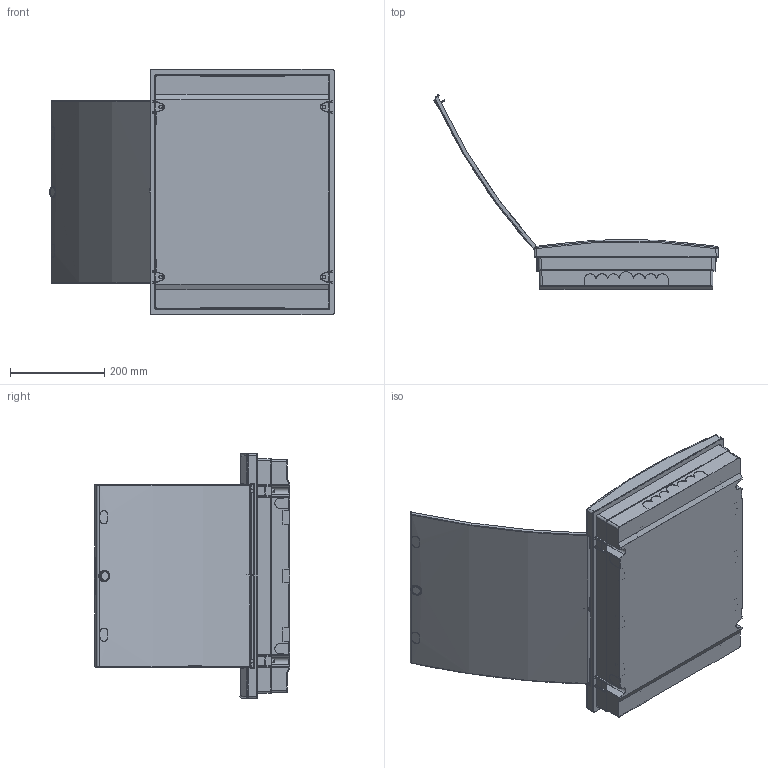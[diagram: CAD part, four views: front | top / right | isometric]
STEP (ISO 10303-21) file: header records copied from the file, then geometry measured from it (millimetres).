
FILE_DESCRIPTION(/* description */ ('Unknown'),/* implementation_level */ '2;1');
FILE_NAME(/* name */ 'ECM_3x18_PO_Media_Empty',/* time_stamp */ '2020-05-21T15:04:00+02:00',/* author */ ('Unknown'),/* organization */ ('Unknown'),/* preprocessor_version */ 'ST-DEVELOPER v16.7',/* originating_system */ 'DEX',/* authorisation */ $);
FILE_SCHEMA (('AUTOMOTIVE_DESIGN {1 0 10303 214 3 1 1}'));
Length unit declared in the file: millimetre
Products named in the file (6): ECM_3x18_PO_Media_Empty; Bottom_ECM_3x18; Front_ECM_3x18; Door_ECM_3x18; Screw_M4x16; ETI LOGO
Assembly tree (8 placements, depth 2):
  ECM_3x18_PO_Media_Empty
    Bottom_ECM_3x18
    Front_ECM_3x18
    Door_ECM_3x18
    Screw_M4x16  x4
    ETI LOGO
Bounding box: 606.12 x 414.87 x 521.96 mm (x, y, z)
Volume: 1404206.7 mm3; surface area: 1298762.6 mm2
Topology: 10 solids, 10 shells, 839 faces, 2243 edges, 1470 vertices
Faces by surface type: plane 573, cylinder 150, cone 86, bspline 14, sphere 8, torus 8
Full cylindrical faces by diameter (mm): 4 x10, 8 x4
Entity records: 24058 total; most frequent: CARTESIAN_POINT 5150, ORIENTED_EDGE 3986, DIRECTION 3718, EDGE_CURVE 1993, LINE 1446, VECTOR 1446, VERTEX_POINT 1335, AXIS2_PLACEMENT_3D 1136
